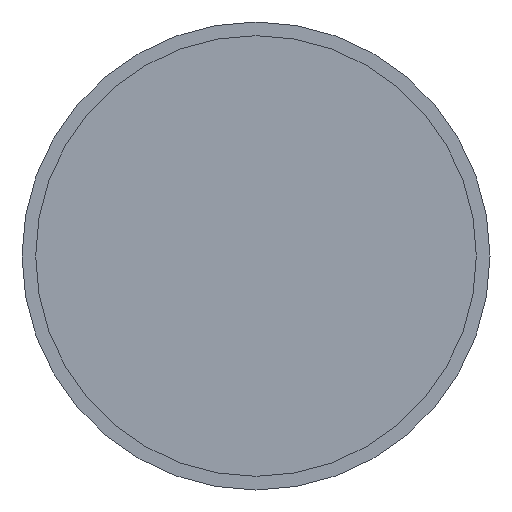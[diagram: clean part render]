
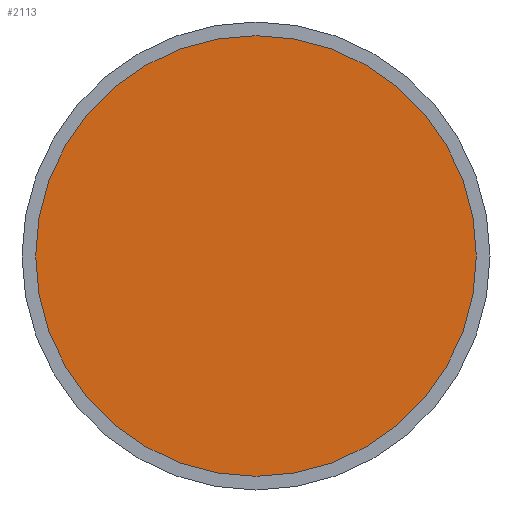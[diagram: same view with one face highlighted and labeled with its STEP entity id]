
A CAD part, front view. The second image highlights one B-rep face of the part: STEP entity #2113.
In plain terms, the highlighted planar face has unit normal (0, -1, 0).
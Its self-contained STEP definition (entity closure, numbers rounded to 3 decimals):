
#2065 = PLANE('',#2066);
#2066 = AXIS2_PLACEMENT_3D('',#2067,#2068,#2069);
#2067 = CARTESIAN_POINT('',(0.,0.,0.));
#2068 = DIRECTION('',(-0.,-1.,-0.));
#2069 = DIRECTION('',(1.,0.,0.));
#2085 = EDGE_CURVE('',#2086,#2086,#2088,.T.);
#2086 = VERTEX_POINT('',#2087);
#2087 = CARTESIAN_POINT('',(12.9,0.,0.));
#2088 = SURFACE_CURVE('',#2089,(#2094,#2101),.PCURVE_S1.);
#2089 = CIRCLE('',#2090,12.9);
#2090 = AXIS2_PLACEMENT_3D('',#2091,#2092,#2093);
#2091 = CARTESIAN_POINT('',(0.,0.,0.));
#2092 = DIRECTION('',(0.,-1.,0.));
#2093 = DIRECTION('',(1.,0.,0.));
#2094 = PCURVE('',#2065,#2095);
#2095 = DEFINITIONAL_REPRESENTATION('',(#2096),#2100);
#2096 = CIRCLE('',#2097,12.9);
#2097 = AXIS2_PLACEMENT_2D('',#2098,#2099);
#2098 = CARTESIAN_POINT('',(0.,0.));
#2099 = DIRECTION('',(1.,-0.));
#2100 = ( GEOMETRIC_REPRESENTATION_CONTEXT(2) 
PARAMETRIC_REPRESENTATION_CONTEXT() REPRESENTATION_CONTEXT('2D SPACE',''
  ) );
#2101 = PCURVE('',#2102,#2107);
#2102 = PLANE('',#2103);
#2103 = AXIS2_PLACEMENT_3D('',#2104,#2105,#2106);
#2104 = CARTESIAN_POINT('',(0.,0.,0.));
#2105 = DIRECTION('',(-0.,-1.,-0.));
#2106 = DIRECTION('',(1.,0.,0.));
#2107 = DEFINITIONAL_REPRESENTATION('',(#2108),#2112);
#2108 = CIRCLE('',#2109,12.9);
#2109 = AXIS2_PLACEMENT_2D('',#2110,#2111);
#2110 = CARTESIAN_POINT('',(0.,0.));
#2111 = DIRECTION('',(1.,-0.));
#2112 = ( GEOMETRIC_REPRESENTATION_CONTEXT(2) 
PARAMETRIC_REPRESENTATION_CONTEXT() REPRESENTATION_CONTEXT('2D SPACE',''
  ) );
#2113 = ADVANCED_FACE('',(#2114),#2102,.T.);
#2114 = FACE_BOUND('',#2115,.F.);
#2115 = EDGE_LOOP('',(#2116));
#2116 = ORIENTED_EDGE('',*,*,#2085,.F.);
